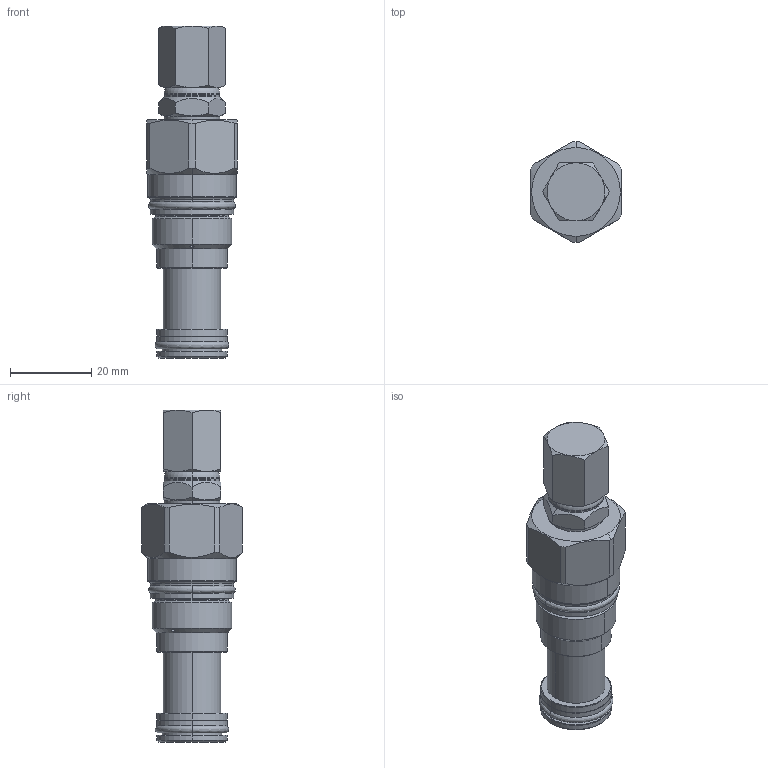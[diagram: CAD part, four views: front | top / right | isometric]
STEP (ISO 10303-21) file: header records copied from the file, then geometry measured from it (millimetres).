
FILE_DESCRIPTION((''),'2;1');
FILE_NAME('RPEC-JAN_PRT','2015-11-02T',('Administrator'),(''),'PRO/ENGINEER BY PARAMETRIC TECHNOLOGY CORPORATION, 2006240','PRO/ENGINEER BY PARAMETRIC TECHNOLOGY CORPORATION, 2006240','');
FILE_SCHEMA(('CONFIG_CONTROL_DESIGN'));
Length unit declared in the file: inch
Products named in the file (1): RPEC-JAN_PRT
Bounding box: 22.23 x 24.84 x 81.71 mm (x, y, z)
Volume: 20764.3 mm3; surface area: 6778.2 mm2
Topology: 3 solids, 4 shells, 144 faces, 323 edges, 189 vertices
Faces by surface type: cylinder 44, cone 40, plane 32, torus 20, revolution 8
Entity records: 4893 total; most frequent: CARTESIAN_POINT 1692, DIRECTION 683, ORIENTED_EDGE 634, EDGE_CURVE 317, AXIS2_PLACEMENT_3D 288, VERTEX_POINT 189, EDGE_LOOP 158, CIRCLE 152
